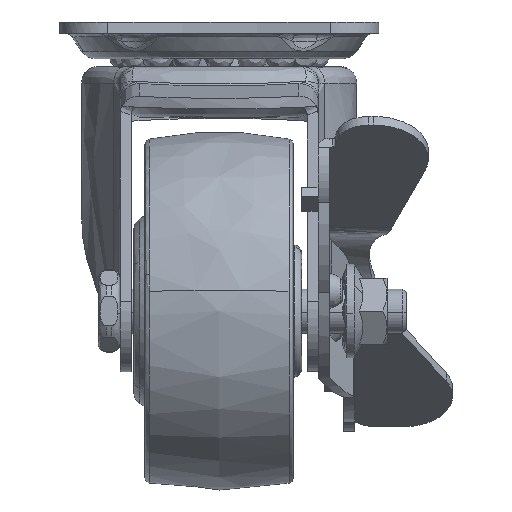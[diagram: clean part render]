
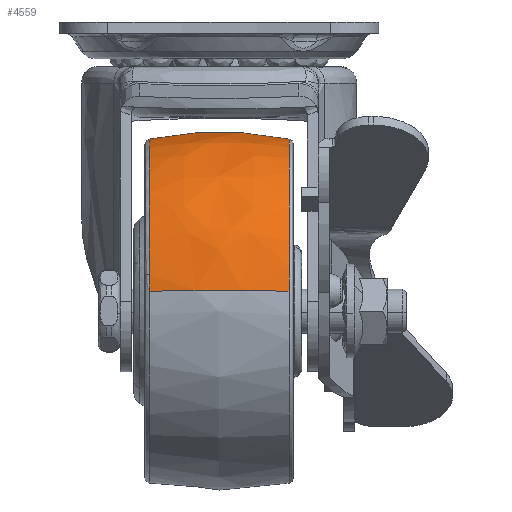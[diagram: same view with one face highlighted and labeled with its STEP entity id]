
A CAD part, left-side view. The second image highlights one B-rep face of the part: STEP entity #4559.
In plain terms, the highlighted free-form (B-spline) face has degree [2, 2] with [5, 3] control points.
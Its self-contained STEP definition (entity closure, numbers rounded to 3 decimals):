
#3825=CARTESIAN_POINT('',(-59.538,12.695,-45.875));
#3826=VERTEX_POINT('',#3825);
#3840=CARTESIAN_POINT('',(-29.0,12.695,-21.252));
#3841=VERTEX_POINT('',#3840);
#3842=CARTESIAN_POINT('',(-29.0,12.695,-21.252));
#3843=CARTESIAN_POINT('',(-54.196,12.695,-21.252));
#3844=CARTESIAN_POINT('',(-59.538,12.695,-45.875));
#3852=(BOUNDED_CURVE()B_SPLINE_CURVE(2,(#3842,#3843,#3844),.UNSPECIFIED.,.F.,.U.)B_SPLINE_CURVE_WITH_KNOTS((3,3),(0.5,0.714),.UNSPECIFIED.)CURVE()GEOMETRIC_REPRESENTATION_ITEM()RATIONAL_B_SPLINE_CURVE((1.0,0.75,0.927))REPRESENTATION_ITEM(''));
#3853=EDGE_CURVE('',#3841,#3826,#3852,.T.);
#3942=CARTESIAN_POINT('',(-60.039,12.695,-48.892));
#3943=VERTEX_POINT('',#3942);
#3959=CARTESIAN_POINT('',(-59.538,12.695,-45.875));
#3960=CARTESIAN_POINT('',(-59.862,12.695,-47.371));
#3961=CARTESIAN_POINT('',(-60.039,12.695,-48.892));
#3969=(BOUNDED_CURVE()B_SPLINE_CURVE(2,(#3959,#3960,#3961),.UNSPECIFIED.,.F.,.U.)B_SPLINE_CURVE_WITH_KNOTS((3,3),(0.714,0.73),.UNSPECIFIED.)CURVE()GEOMETRIC_REPRESENTATION_ITEM()RATIONAL_B_SPLINE_CURVE((0.927,0.941,0.957))REPRESENTATION_ITEM(''));
#3970=EDGE_CURVE('',#3826,#3943,#3969,.T.);
#4178=CARTESIAN_POINT('',(-29.0,-12.695,-21.252));
#4179=VERTEX_POINT('',#4178);
#4193=CARTESIAN_POINT('',(-60.039,-12.695,-48.892));
#4194=VERTEX_POINT('',#4193);
#4195=CARTESIAN_POINT('',(-29.0,-12.695,-21.252));
#4196=CARTESIAN_POINT('',(-56.826,-12.695,-21.252));
#4197=CARTESIAN_POINT('',(-60.039,-12.695,-48.892));
#4205=(BOUNDED_CURVE()B_SPLINE_CURVE(2,(#4195,#4196,#4197),.UNSPECIFIED.,.F.,.U.)B_SPLINE_CURVE_WITH_KNOTS((3,3),(0.5,0.73),.UNSPECIFIED.)CURVE()GEOMETRIC_REPRESENTATION_ITEM()RATIONAL_B_SPLINE_CURVE((1.0,0.731,0.957))REPRESENTATION_ITEM(''));
#4206=EDGE_CURVE('',#4179,#4194,#4205,.T.);
#4492=CARTESIAN_POINT('',(-29.,-12.695,-21.252));
#4493=CARTESIAN_POINT('',(-29.,-6.409,-20.0));
#4494=CARTESIAN_POINT('',(-29.0,0.0,-20.0));
#4495=CARTESIAN_POINT('',(-29.,6.409,-20.));
#4496=CARTESIAN_POINT('',(-29.,12.695,-21.252));
#4504=(BOUNDED_CURVE()B_SPLINE_CURVE(2,(#4492,#4493,#4494,#4495,#4496),.UNSPECIFIED.,.F.,.U.)B_SPLINE_CURVE_WITH_KNOTS((3,2,3),(0.404,0.5,0.596),.UNSPECIFIED.)CURVE()GEOMETRIC_REPRESENTATION_ITEM()RATIONAL_B_SPLINE_CURVE((0.958,0.974,1.0,0.974,0.958))REPRESENTATION_ITEM(''));
#4505=EDGE_CURVE('',#4179,#3841,#4504,.T.);
#4511=CARTESIAN_POINT('',(-60.039,-12.695,-48.892));
#4512=CARTESIAN_POINT('',(-61.283,-6.409,-48.747));
#4513=CARTESIAN_POINT('',(-61.283,0.,-48.747));
#4514=CARTESIAN_POINT('',(-61.283,6.409,-48.747));
#4515=CARTESIAN_POINT('',(-60.039,12.695,-48.892));
#4523=(BOUNDED_CURVE()B_SPLINE_CURVE(2,(#4511,#4512,#4513,#4514,#4515),.UNSPECIFIED.,.F.,.U.)B_SPLINE_CURVE_WITH_KNOTS((3,2,3),(0.404,0.5,0.596),.UNSPECIFIED.)CURVE()GEOMETRIC_REPRESENTATION_ITEM()RATIONAL_B_SPLINE_CURVE((0.917,0.932,0.957,0.932,0.917))REPRESENTATION_ITEM(''));
#4524=EDGE_CURVE('',#4194,#3943,#4523,.T.);
#4529=CARTESIAN_POINT('',(-29.,-13.971,-21.519));
#4530=CARTESIAN_POINT('',(-29.,-7.068,-20.));
#4531=CARTESIAN_POINT('',(-29.0,0.0,-20.0));
#4532=CARTESIAN_POINT('',(-29.,7.068,-20.));
#4533=CARTESIAN_POINT('',(-29.0,13.971,-21.519));
#4534=CARTESIAN_POINT('',(-56.588,-13.971,-21.519));
#4535=CARTESIAN_POINT('',(-57.941,-7.068,-20.));
#4536=CARTESIAN_POINT('',(-57.941,0.0,-20.));
#4537=CARTESIAN_POINT('',(-57.941,7.068,-20.));
#4538=CARTESIAN_POINT('',(-56.588,13.971,-21.519));
#4539=CARTESIAN_POINT('',(-59.773,-13.971,-48.923));
#4540=CARTESIAN_POINT('',(-61.283,-7.068,-48.747));
#4541=CARTESIAN_POINT('',(-61.283,0.0,-48.747));
#4542=CARTESIAN_POINT('',(-61.283,7.068,-48.747));
#4543=CARTESIAN_POINT('',(-59.773,13.971,-48.923));
#4551=(BOUNDED_SURFACE()B_SPLINE_SURFACE(2,2,((#4529,#4534,#4539),(#4530,#4535,#4540),(#4531,#4536,#4541),(#4532,#4537,#4542),(#4533,#4538,#4543)),.UNSPECIFIED.,.F.,.F.,.U.)B_SPLINE_SURFACE_WITH_KNOTS((3,2,3),(3,3),(0.0,14.379,28.757),(0.0,49.486),.UNSPECIFIED.)GEOMETRIC_REPRESENTATION_ITEM()RATIONAL_B_SPLINE_SURFACE(((0.955,0.698,0.914),(0.972,0.71,0.93),(1.0,0.731,0.957),(0.972,0.71,0.93),(0.955,0.698,0.914)))REPRESENTATION_ITEM('')SURFACE());
#4552=ORIENTED_EDGE('',*,*,#3853,.T.);
#4553=ORIENTED_EDGE('',*,*,#3970,.T.);
#4554=ORIENTED_EDGE('',*,*,#4524,.F.);
#4555=ORIENTED_EDGE('',*,*,#4206,.F.);
#4556=ORIENTED_EDGE('',*,*,#4505,.T.);
#4557=EDGE_LOOP('',(#4552,#4553,#4554,#4555,#4556));
#4558=FACE_OUTER_BOUND('',#4557,.T.);
#4559=ADVANCED_FACE('',(#4558),#4551,.T.);
